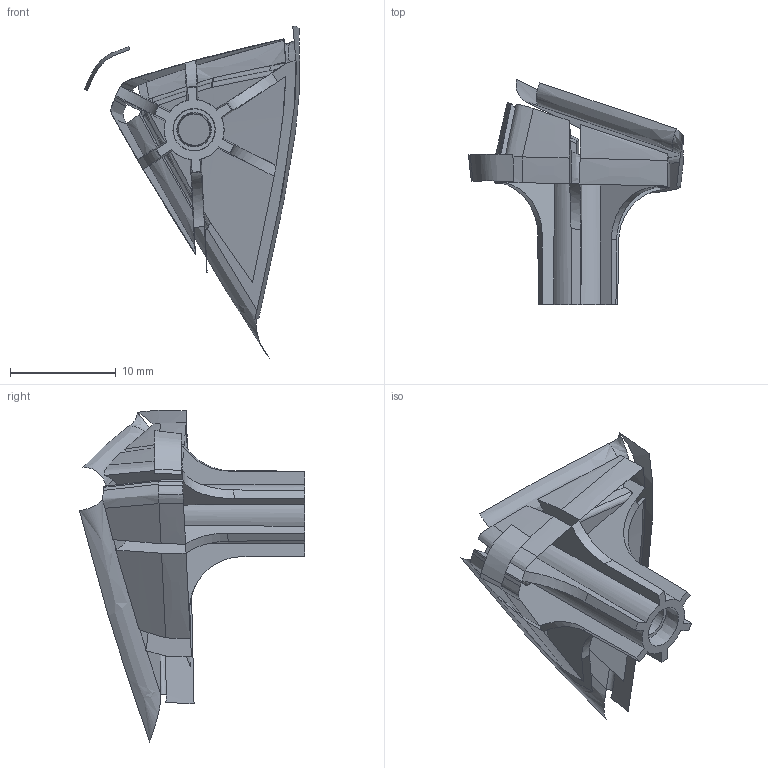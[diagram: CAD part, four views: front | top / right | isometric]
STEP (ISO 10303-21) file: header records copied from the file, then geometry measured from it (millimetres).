
FILE_DESCRIPTION(('Open CASCADE Model'),'2;1');
FILE_NAME('Open CASCADE Shape Model','2025-10-21T21:37:35',('Author'),( 'Open CASCADE'),'Open CASCADE STEP processor 7.7','Open CASCADE 7.7' ,'Unknown');
FILE_SCHEMA(('AUTOMOTIVE_DESIGN { 1 0 10303 214 1 1 1 1 }'));
Length unit declared in the file: millimetre
Products named in the file (109): Open CASCADE STEP translator 7.7 54; Open CASCADE STEP translator 7.7 54.1; Open CASCADE STEP translator 7.7 54.2; Open CASCADE STEP translator 7.7 54.3; Open CASCADE STEP translator 7.7 54.4; Open CASCADE STEP translator 7.7 54.5; Open CASCADE STEP translator 7.7 54.6; Open CASCADE STEP translator 7.7 54.7; Open CASCADE STEP translator 7.7 54.8; Open CASCADE STEP translator 7.7 54.9; Open CASCADE STEP translator 7.7 54.10; Open CASCADE STEP translator 7.7 54.11; Open CASCADE STEP translator 7.7 54.12; Open CASCADE STEP translator 7.7 54.13; Open CASCADE STEP translator 7.7 54.14; Open CASCADE STEP translator 7.7 54.15; Open CASCADE STEP translator 7.7 54.16; Open CASCADE STEP translator 7.7 54.17; Open CASCADE STEP translator 7.7 54.18; Open CASCADE STEP translator 7.7 54.19; Open CASCADE STEP translator 7.7 54.20; Open CASCADE STEP translator 7.7 54.21; Open CASCADE STEP translator 7.7 54.22; Open CASCADE STEP translator 7.7 54.23; Open CASCADE STEP translator 7.7 54.24; Open CASCADE STEP translator 7.7 54.25; Open CASCADE STEP translator 7.7 54.26; Open CASCADE STEP translator 7.7 54.27; Open CASCADE STEP translator 7.7 54.28; Open CASCADE STEP translator 7.7 54.29; Open CASCADE STEP translator 7.7 54.30; Open CASCADE STEP translator 7.7 54.31; Open CASCADE STEP translator 7.7 54.32; Open CASCADE STEP translator 7.7 54.33; Open CASCADE STEP translator 7.7 54.34; Open CASCADE STEP translator 7.7 54.35; Open CASCADE STEP translator 7.7 54.36; Open CASCADE STEP translator 7.7 54.37; Open CASCADE STEP translator 7.7 54.38; Open CASCADE STEP translator 7.7 54.39 ...
Assembly tree (108 placements, depth 2):
  Open CASCADE STEP translator 7.7 54
    Open CASCADE STEP translator 7.7 54.1
    Open CASCADE STEP translator 7.7 54.2
    Open CASCADE STEP translator 7.7 54.3
    Open CASCADE STEP translator 7.7 54.4
    Open CASCADE STEP translator 7.7 54.5
    Open CASCADE STEP translator 7.7 54.6
    Open CASCADE STEP translator 7.7 54.7
    Open CASCADE STEP translator 7.7 54.8
    Open CASCADE STEP translator 7.7 54.9
    Open CASCADE STEP translator 7.7 54.10
    Open CASCADE STEP translator 7.7 54.11
    Open CASCADE STEP translator 7.7 54.12
    Open CASCADE STEP translator 7.7 54.13
    Open CASCADE STEP translator 7.7 54.14
    Open CASCADE STEP translator 7.7 54.15
    Open CASCADE STEP translator 7.7 54.16
    Open CASCADE STEP translator 7.7 54.17
    Open CASCADE STEP translator 7.7 54.18
    Open CASCADE STEP translator 7.7 54.19
    Open CASCADE STEP translator 7.7 54.20
    Open CASCADE STEP translator 7.7 54.21
    Open CASCADE STEP translator 7.7 54.22
    Open CASCADE STEP translator 7.7 54.23
    Open CASCADE STEP translator 7.7 54.24
    Open CASCADE STEP translator 7.7 54.25
    Open CASCADE STEP translator 7.7 54.26
    Open CASCADE STEP translator 7.7 54.27
    Open CASCADE STEP translator 7.7 54.28
    Open CASCADE STEP translator 7.7 54.29
    Open CASCADE STEP translator 7.7 54.30
    Open CASCADE STEP translator 7.7 54.31
    Open CASCADE STEP translator 7.7 54.32
    Open CASCADE STEP translator 7.7 54.33
    Open CASCADE STEP translator 7.7 54.34
    Open CASCADE STEP translator 7.7 54.35
    Open CASCADE STEP translator 7.7 54.36
    Open CASCADE STEP translator 7.7 54.37
    Open CASCADE STEP translator 7.7 54.38
    Open CASCADE STEP translator 7.7 54.39
    Open CASCADE STEP translator 7.7 54.40
    Open CASCADE STEP translator 7.7 54.41
    Open CASCADE STEP translator 7.7 54.42
    Open CASCADE STEP translator 7.7 54.43
    Open CASCADE STEP translator 7.7 54.44
    Open CASCADE STEP translator 7.7 54.45
    Open CASCADE STEP translator 7.7 54.46
    Open CASCADE STEP translator 7.7 54.47
    Open CASCADE STEP translator 7.7 54.48
    Open CASCADE STEP translator 7.7 54.49
    Open CASCADE STEP translator 7.7 54.50
    Open CASCADE STEP translator 7.7 54.51
    Open CASCADE STEP translator 7.7 54.52
    Open CASCADE STEP translator 7.7 54.53
    Open CASCADE STEP translator 7.7 54.54
    Open CASCADE STEP translator 7.7 54.55
    Open CASCADE STEP translator 7.7 54.56
    Open CASCADE STEP translator 7.7 54.57
    Open CASCADE STEP translator 7.7 54.58
    Open CASCADE STEP translator 7.7 54.59
Bounding box: 20.36 x 21.3 x 31.39 mm (x, y, z)
Surface area: 1672.9 mm2 (no closed solid volume)
Topology: 0 solids, 108 shells, 108 faces, 577 edges, 573 vertices
Faces by surface type: bspline 76, plane 20, cylinder 8, sphere 3, cone 1
Entity records: 17935 total; most frequent: CARTESIAN_POINT 10215, B_SPLINE_CURVE_WITH_KNOTS 900, DIRECTION 597, ORIENTED_EDGE 579, PCURVE 579, DEFINITIONAL_REPRESENTATION 579, EDGE_CURVE 576, VERTEX_POINT 573
